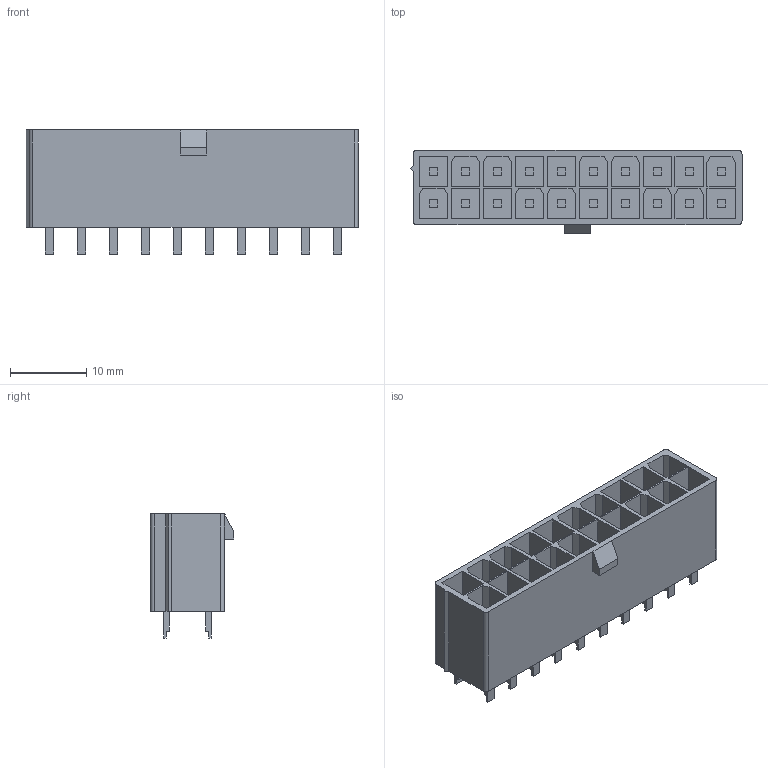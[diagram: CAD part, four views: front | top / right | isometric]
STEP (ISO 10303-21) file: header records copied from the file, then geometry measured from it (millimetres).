
FILE_DESCRIPTION((''),'2;1');
FILE_NAME('C-2-1586768-0','2014-02-26T',('workeradm'),('Tyco Electronics Ltd.'),'PRO/ENGINEER BY PARAMETRIC TECHNOLOGY CORPORATION, 2013050','PRO/ENGINEER BY PARAMETRIC TECHNOLOGY CORPORATION, 2013050','');
FILE_SCHEMA(('AUTOMOTIVE_DESIGN { 1 0 10303 214 1 1 1 1 }'));
Length unit declared in the file: millimetre
Products named in the file (1): C-2-1586768-0
Bounding box: 43.6 x 10.95 x 16.3 mm (x, y, z)
Volume: 2829.9 mm3; surface area: 5782.3 mm2
Topology: 1 solids, 1 shells, 378 faces, 946 edges, 630 vertices
Faces by surface type: plane 374, cylinder 4
Entity records: 11218 total; most frequent: CARTESIAN_POINT 1956, ORIENTED_EDGE 1892, DIRECTION 1710, EDGE_CURVE 946, VECTOR 938, LINE 938, VERTEX_POINT 630, EDGE_LOOP 438
